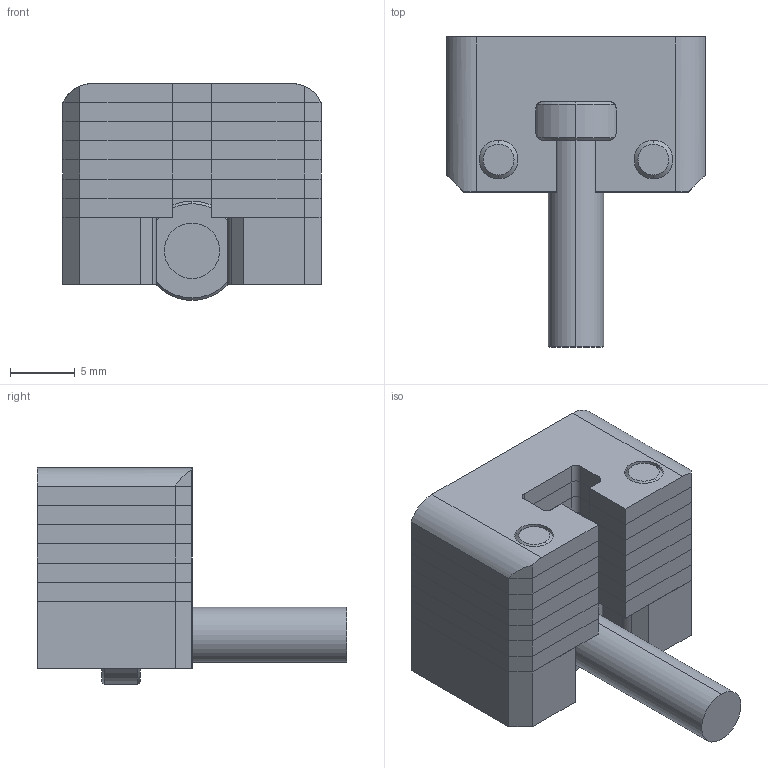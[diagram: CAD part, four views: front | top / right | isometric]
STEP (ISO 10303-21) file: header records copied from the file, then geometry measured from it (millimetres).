
FILE_DESCRIPTION (( 'STEP AP203' ), '1' );
FILE_NAME ('fc5a.STEP', '2025-06-03T06:40:36', ( '' ), ( '' ), 'SwSTEP 2.0', 'SolidWorks 2019', '' );
FILE_SCHEMA (( 'CONFIG_CONTROL_DESIGN' ));
Length unit declared in the file: millimetre
Products named in the file (6): Pin_20 091a400ec5b5765650cbefa8aabdfd2b; Lamellar_Gas_Vent_ISGL20C 091a400ec5b5765650cbefa8aabdfd2b; Lamela 091a400ec5b5765650cbefa8aabdfd2b; Bolt 091a400ec5b5765650cbefa8aabdfd2b; fc5a; Lamela_Radius 091a400ec5b5765650cbefa8aabdfd2b
Assembly tree (10 placements, depth 2):
  fc5a
    Lamellar_Gas_Vent_ISGL20C 091a400ec5b5765650cbefa8aabdfd2b
    Bolt 091a400ec5b5765650cbefa8aabdfd2b
    Lamela 091a400ec5b5765650cbefa8aabdfd2b  x5
    Lamela_Radius 091a400ec5b5765650cbefa8aabdfd2b
    Pin_20 091a400ec5b5765650cbefa8aabdfd2b  x2
Bounding box: 20 x 24 x 16.81 mm (x, y, z)
Volume: 3458.8 mm3; surface area: 5293 mm2
Topology: 11 solids, 11 shells, 222 faces, 585 edges, 386 vertices
Faces by surface type: plane 133, cylinder 77, cone 12
Entity records: 4443 total; most frequent: DIRECTION 661, CARTESIAN_POINT 646, ORIENTED_EDGE 614, EDGE_CURVE 307, AXIS2_PLACEMENT_3D 225, LINE 211, VECTOR 211, VERTEX_POINT 202
